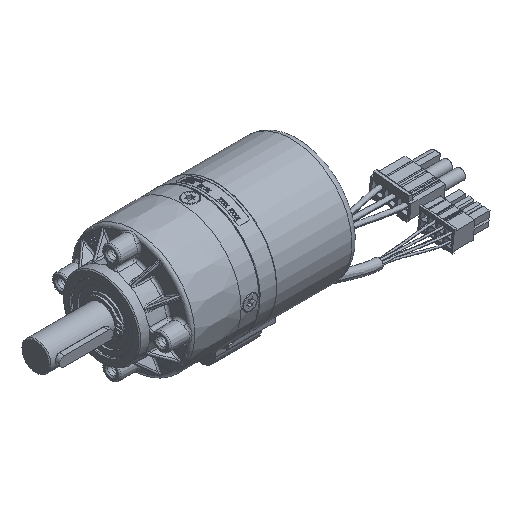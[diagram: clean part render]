
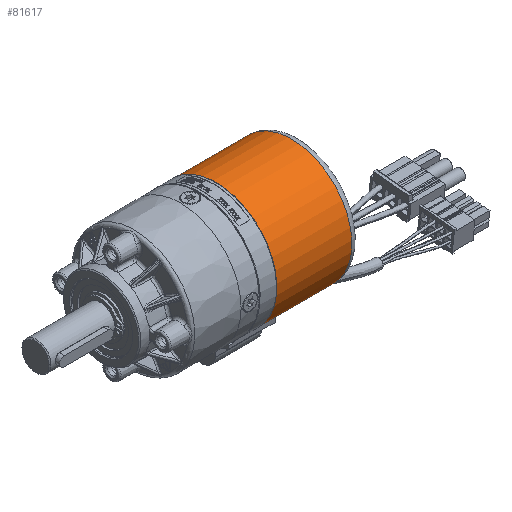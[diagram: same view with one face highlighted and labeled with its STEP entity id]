
A CAD part, isometric view. The second image highlights one B-rep face of the part: STEP entity #81617.
In plain terms, the highlighted cylindrical face has radius 31.4 mm (diameter 62.8 mm), a full revolution.
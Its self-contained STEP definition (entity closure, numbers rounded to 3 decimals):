
#2578=FACE_BOUND('',#16784,.T.);
#4637=CYLINDRICAL_SURFACE('',#88659,31.4);
#7231=CIRCLE('',#88644,31.4);
#7240=CIRCLE('',#88660,31.4);
#11653=FACE_OUTER_BOUND('',#16783,.T.);
#16783=EDGE_LOOP('',(#69962));
#16784=EDGE_LOOP('',(#69963));
#36821=VERTEX_POINT('',#154737);
#36830=VERTEX_POINT('',#154792);
#47888=EDGE_CURVE('',#36821,#36821,#7231,.T.);
#47898=EDGE_CURVE('',#36830,#36830,#7240,.T.);
#69962=ORIENTED_EDGE('',*,*,#47898,.T.);
#69963=ORIENTED_EDGE('',*,*,#47888,.F.);
#81617=ADVANCED_FACE('',(#11653,#2578),#4637,.T.);
#88644=AXIS2_PLACEMENT_3D('',#154738,#108945,#108946);
#88659=AXIS2_PLACEMENT_3D('',#154791,#108975,#108976);
#88660=AXIS2_PLACEMENT_3D('',#154793,#108977,#108978);
#108945=DIRECTION('center_axis',(-1.,0.,0.));
#108946=DIRECTION('ref_axis',(0.,0.995,0.1));
#108975=DIRECTION('center_axis',(-1.,0.,0.));
#108976=DIRECTION('ref_axis',(0.,0.921,-0.39));
#108977=DIRECTION('center_axis',(-1.,0.,0.));
#108978=DIRECTION('ref_axis',(0.,0.995,0.1));
#154737=CARTESIAN_POINT('',(59.7,28.92,-12.232));
#154738=CARTESIAN_POINT('Origin',(59.7,0.,0.));
#154791=CARTESIAN_POINT('Origin',(102.2,0.,0.));
#154792=CARTESIAN_POINT('',(98.7,28.92,-12.232));
#154793=CARTESIAN_POINT('Origin',(98.7,0.,0.));
